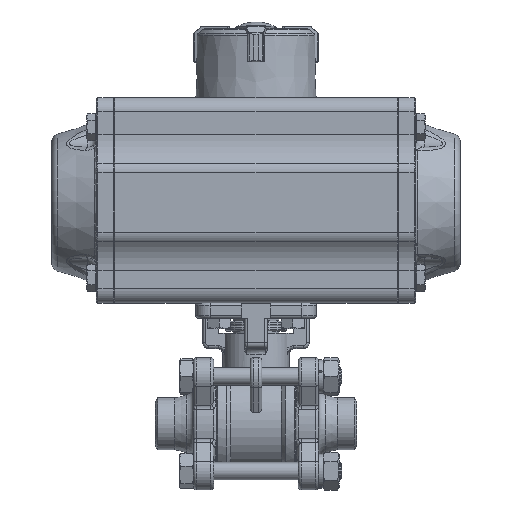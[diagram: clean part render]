
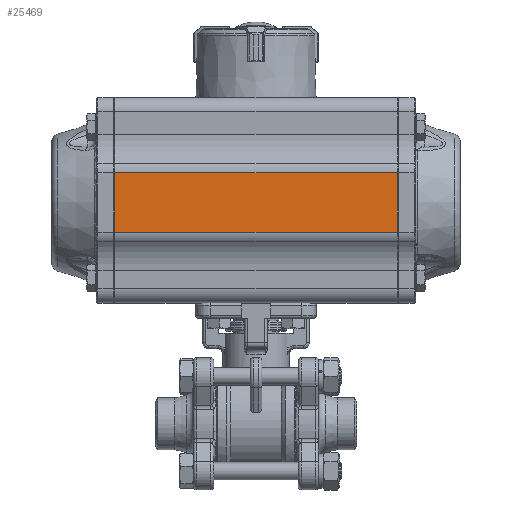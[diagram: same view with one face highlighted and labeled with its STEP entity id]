
A CAD part, top view. The second image highlights one B-rep face of the part: STEP entity #25469.
In plain terms, the highlighted face is planar.
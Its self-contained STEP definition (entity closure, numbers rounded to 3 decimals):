
#441=PLANE('',#33454);
#2194=LINE('',#44132,#3801);
#2195=LINE('',#44136,#3802);
#2196=LINE('',#44138,#3803);
#2197=LINE('',#44140,#3804);
#3801=VECTOR('',#36555,1000.);
#3802=VECTOR('',#36560,1000.);
#3803=VECTOR('',#36561,1000.);
#3804=VECTOR('',#36562,1000.);
#6453=ORIENTED_EDGE('',*,*,#14084,.F.);
#6454=ORIENTED_EDGE('',*,*,#14086,.T.);
#6455=ORIENTED_EDGE('',*,*,#14087,.T.);
#6456=ORIENTED_EDGE('',*,*,#14088,.T.);
#14084=EDGE_CURVE('',#17928,#17929,#2194,.T.);
#14086=EDGE_CURVE('',#17928,#17930,#2195,.T.);
#14087=EDGE_CURVE('',#17930,#17931,#2196,.T.);
#14088=EDGE_CURVE('',#17931,#17929,#2197,.T.);
#17928=VERTEX_POINT('',#44131);
#17929=VERTEX_POINT('',#44133);
#17930=VERTEX_POINT('',#44137);
#17931=VERTEX_POINT('',#44139);
#21446=EDGE_LOOP('',(#6453,#6454,#6455,#6456));
#23388=FACE_BOUND('',#21446,.T.);
#25469=ADVANCED_FACE('',(#23388),#441,.F.);
#33454=AXIS2_PLACEMENT_3D('',#44135,#36558,#36559);
#36555=DIRECTION('',(0.,0.,-1.));
#36558=DIRECTION('',(-1.,0.,0.));
#36559=DIRECTION('',(0.,0.,1.));
#36560=DIRECTION('',(0.,-1.,0.));
#36561=DIRECTION('',(0.,0.,-1.));
#36562=DIRECTION('',(0.,1.,0.));
#44131=CARTESIAN_POINT('',(29.5,10.363,49.2));
#44132=CARTESIAN_POINT('',(29.5,10.363,49.5));
#44133=CARTESIAN_POINT('',(29.5,10.363,-49.2));
#44135=CARTESIAN_POINT('',(29.5,-10.363,49.5));
#44136=CARTESIAN_POINT('',(29.5,-10.363,49.2));
#44137=CARTESIAN_POINT('',(29.5,-10.363,49.2));
#44138=CARTESIAN_POINT('',(29.5,-10.363,49.5));
#44139=CARTESIAN_POINT('',(29.5,-10.363,-49.2));
#44140=CARTESIAN_POINT('',(29.5,-10.363,-49.2));
